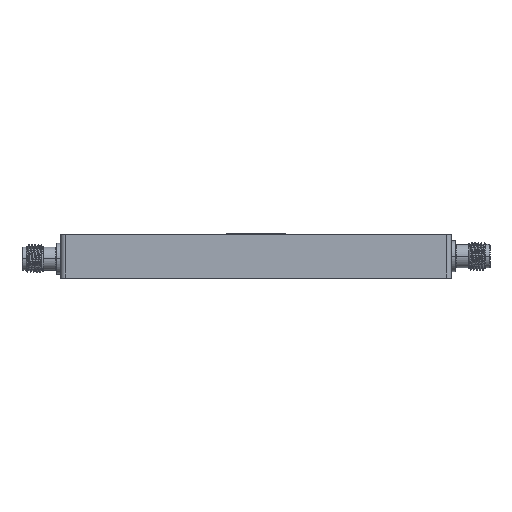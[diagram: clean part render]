
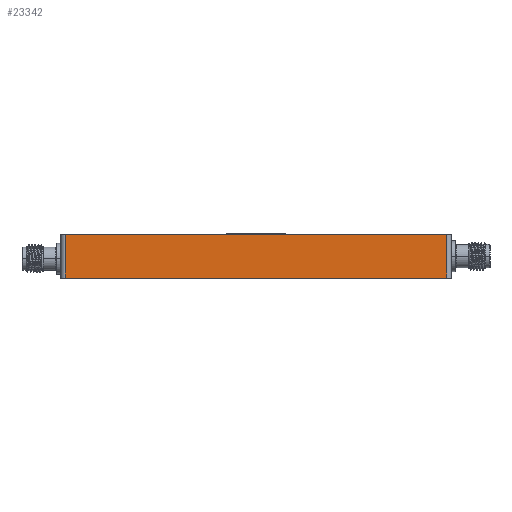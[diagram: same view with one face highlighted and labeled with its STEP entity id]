
A CAD part, left-side view. The second image highlights one B-rep face of the part: STEP entity #23342.
In plain terms, the highlighted planar face has unit normal (-1, 0, 0).
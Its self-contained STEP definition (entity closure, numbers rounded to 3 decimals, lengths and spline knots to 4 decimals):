
#2237 = DIRECTION ( 'NONE',  ( 0., 0., -1. ) ) ;
#3416 = LINE ( 'NONE', #51925, #9511 ) ;
#3744 = DIRECTION ( 'NONE',  ( 1., 0., 0. ) ) ;
#4088 = VERTEX_POINT ( 'NONE', #4111 ) ;
#4111 = CARTESIAN_POINT ( 'NONE',  ( -2.0846, -1.712, 0.1969 ) ) ;
#9511 = VECTOR ( 'NONE', #2237, 39.3701 ) ;
#9696 = DIRECTION ( 'NONE',  ( 0., 1., 0. ) ) ;
#13612 = ORIENTED_EDGE ( 'NONE', *, *, #36067, .T. ) ;
#14095 = AXIS2_PLACEMENT_3D ( 'NONE', #40301, #3744, #9696 ) ;
#18978 = VERTEX_POINT ( 'NONE', #47259 ) ;
#21211 = CARTESIAN_POINT ( 'NONE',  ( -2.0846, -1.752, 0.1969 ) ) ;
#22011 = FACE_OUTER_BOUND ( 'NONE', #78373, .T. ) ;
#22162 = ORIENTED_EDGE ( 'NONE', *, *, #27990, .F. ) ;
#22959 = LINE ( 'NONE', #59921, #69706 ) ;
#23342 = ADVANCED_FACE ( 'NONE', ( #22011 ), #39516, .F. ) ;
#27990 = EDGE_CURVE ( 'NONE', #32537, #4088, #68145, .T. ) ;
#29698 = DIRECTION ( 'NONE',  ( 0., 0., 1. ) ) ;
#32537 = VERTEX_POINT ( 'NONE', #50047 ) ;
#33173 = CARTESIAN_POINT ( 'NONE',  ( -2.0846, -1.712, -0.1969 ) ) ;
#34945 = DIRECTION ( 'NONE',  ( 0., -1., 0. ) ) ;
#36067 = EDGE_CURVE ( 'NONE', #47942, #4088, #22959, .T. ) ;
#38123 = EDGE_CURVE ( 'NONE', #32537, #18978, #3416, .T. ) ;
#38257 = VECTOR ( 'NONE', #39096, 39.3701 ) ;
#39096 = DIRECTION ( 'NONE',  ( 0., -1., 0. ) ) ;
#39516 = PLANE ( 'NONE',  #14095 ) ;
#40301 = CARTESIAN_POINT ( 'NONE',  ( -2.0846, -1.752, 0.1969 ) ) ;
#42204 = ORIENTED_EDGE ( 'NONE', *, *, #56246, .T. ) ;
#47259 = CARTESIAN_POINT ( 'NONE',  ( -2.0846, 1.712, -0.1969 ) ) ;
#47942 = VERTEX_POINT ( 'NONE', #33173 ) ;
#50047 = CARTESIAN_POINT ( 'NONE',  ( -2.0846, 1.712, 0.1969 ) ) ;
#50268 = VECTOR ( 'NONE', #34945, 39.3701 ) ;
#51925 = CARTESIAN_POINT ( 'NONE',  ( -2.0846, 1.712, 0.1969 ) ) ;
#55953 = ORIENTED_EDGE ( 'NONE', *, *, #38123, .T. ) ;
#56246 = EDGE_CURVE ( 'NONE', #18978, #47942, #69542, .T. ) ;
#59921 = CARTESIAN_POINT ( 'NONE',  ( -2.0846, -1.712, 0.1969 ) ) ;
#59984 = CARTESIAN_POINT ( 'NONE',  ( -2.0846, -1.752, -0.1969 ) ) ;
#68145 = LINE ( 'NONE', #21211, #38257 ) ;
#69542 = LINE ( 'NONE', #59984, #50268 ) ;
#69706 = VECTOR ( 'NONE', #29698, 39.3701 ) ;
#78373 = EDGE_LOOP ( 'NONE', ( #22162, #55953, #42204, #13612 ) ) ;
